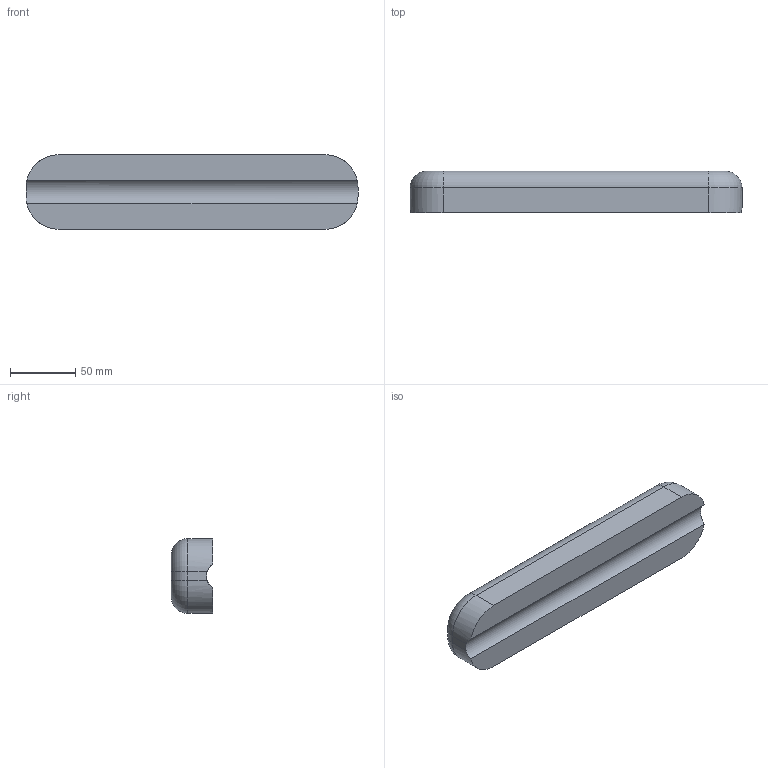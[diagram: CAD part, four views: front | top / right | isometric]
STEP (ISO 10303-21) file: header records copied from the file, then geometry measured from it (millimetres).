
FILE_DESCRIPTION (( 'STEP AP203' ), '1' );
FILE_NAME ('ArmPad_Default_sldprt.STEP', '2016-03-16T08:09:08', ( '' ), ( '' ), 'SwSTEP 2.0', 'SolidWorks 2014', '' );
FILE_SCHEMA (( 'CONFIG_CONTROL_DESIGN' ));
Length unit declared in the file: inch
Products named in the file (1): ArmPad_Default_sldprt
Bounding box: 254 x 31.75 x 57.15 mm (x, y, z)
Volume: 408415.6 mm3; surface area: 43748.4 mm2
Topology: 1 solids, 1 shells, 20 faces, 46 edges, 28 vertices
Faces by surface type: cylinder 9, plane 7, torus 4
Entity records: 675 total; most frequent: CARTESIAN_POINT 131, DIRECTION 106, ORIENTED_EDGE 92, EDGE_CURVE 46, AXIS2_PLACEMENT_3D 43, VERTEX_POINT 28, CIRCLE 22, FACE_OUTER_BOUND 20
